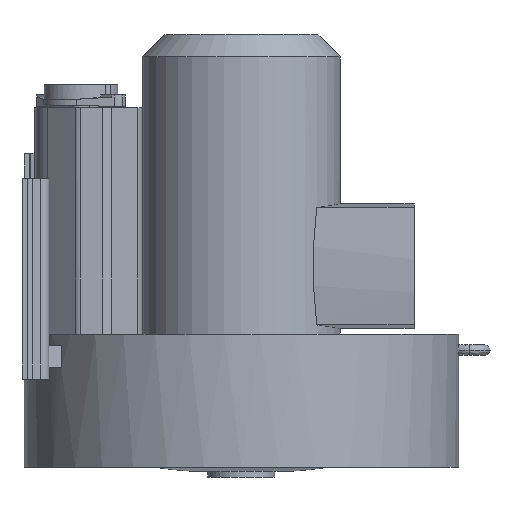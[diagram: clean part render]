
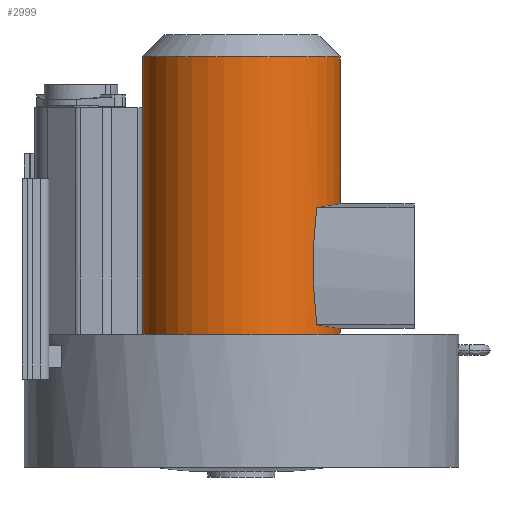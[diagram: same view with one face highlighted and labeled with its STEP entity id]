
A CAD part, front view. The second image highlights one B-rep face of the part: STEP entity #2999.
In plain terms, the highlighted cylindrical face has radius 88.7 mm (diameter 177.4 mm), a partial arc.
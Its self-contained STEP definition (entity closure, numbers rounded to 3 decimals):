
#33 = CARTESIAN_POINT ( 'NONE',  ( 66.567, -58.625, 106.875 ) ) ;
#103 = VECTOR ( 'NONE', #2510, 1000. ) ;
#115 = CARTESIAN_POINT ( 'NONE',  ( 85.283, -24.418, 95.656 ) ) ;
#166 = CARTESIAN_POINT ( 'NONE',  ( 71.616, -52.35, 97.647 ) ) ;
#249 = CARTESIAN_POINT ( 'NONE',  ( 0., 0., 90. ) ) ;
#256 = CARTESIAN_POINT ( 'NONE',  ( 80.755, -36.715, 205.43 ) ) ;
#364 = CARTESIAN_POINT ( 'NONE',  ( 73.952, -49.25, 204.455 ) ) ;
#380 = CARTESIAN_POINT ( 'NONE',  ( 88.7, 0., 206.807 ) ) ;
#584 = CARTESIAN_POINT ( 'NONE',  ( 0., 0., 338.7 ) ) ;
#749 = LINE ( 'NONE', #2431, #5334 ) ;
#776 = CARTESIAN_POINT ( 'NONE',  ( 64.255, -61.147, 155.301 ) ) ;
#862 = CARTESIAN_POINT ( 'NONE',  ( 75.302, -46.948, 97.155 ) ) ;
#912 = CARTESIAN_POINT ( 'NONE',  ( 81.439, -35.532, 96.271 ) ) ;
#919 = VERTEX_POINT ( 'NONE', #5147 ) ;
#965 = CARTESIAN_POINT ( 'NONE',  ( 86.309, -20.624, 95.483 ) ) ;
#1020 = CARTESIAN_POINT ( 'NONE',  ( 67.545, -57.492, 98.159 ) ) ;
#1070 = CARTESIAN_POINT ( 'NONE',  ( 88.241, -10.405, 95.131 ) ) ;
#1099 = CARTESIAN_POINT ( 'NONE',  ( 82.782, -31.884, 205.741 ) ) ;
#1137 = ORIENTED_EDGE ( 'NONE', *, *, #2595, .T. ) ;
#1157 = CARTESIAN_POINT ( 'NONE',  ( 88.554, -5.255, 206.75 ) ) ;
#1196 = B_SPLINE_CURVE_WITH_KNOTS ( 'NONE', 3,
 ( #5008, #3385, #1070, #8088, #965, #115, #5692, #4174, #9614, #912, #4280, #862, #9769, #166, #7256, #8879, #2589, #1020 ),
 .UNSPECIFIED., .F., .F.,
 ( 4, 2, 2, 2, 2, 2, 2, 2, 4 ),
 ( 0.063, 0.079, 0.087, 0.091, 0.095, 0.11, 0.118, 0.122, 0.126 ),
 .UNSPECIFIED. ) ;
#1225 = ORIENTED_EDGE ( 'NONE', *, *, #4015, .T. ) ;
#1536 = DIRECTION ( 'NONE',  ( 0., 0., 1. ) ) ;
#1598 = VERTEX_POINT ( 'NONE', #9797 ) ;
#1628 = CARTESIAN_POINT ( 'NONE',  ( 67.033, -58.093, 102.512 ) ) ;
#1638 = EDGE_CURVE ( 'NONE', #8054, #5172, #7518, .T. ) ;
#1681 = CARTESIAN_POINT ( 'NONE',  ( 64.273, -61.128, 146.458 ) ) ;
#1684 = DIRECTION ( 'NONE',  ( 1., 0., 0. ) ) ;
#1845 = CARTESIAN_POINT ( 'NONE',  ( 88.7, 0., 206.807 ) ) ;
#2069 = CIRCLE ( 'NONE', #7926, 88.7 ) ;
#2127 = VECTOR ( 'NONE', #1536, 1000. ) ;
#2431 = CARTESIAN_POINT ( 'NONE',  ( -88.7, 0., 90. ) ) ;
#2456 = CARTESIAN_POINT ( 'NONE',  ( 64.837, -60.531, 172.968 ) ) ;
#2462 = DIRECTION ( 'NONE',  ( 0., 0., 1. ) ) ;
#2508 = CARTESIAN_POINT ( 'NONE',  ( 64.62, -60.762, 168.551 ) ) ;
#2510 = DIRECTION ( 'NONE',  ( 0., 0., 1. ) ) ;
#2589 = CARTESIAN_POINT ( 'NONE',  ( 68.396, -56.493, 98.055 ) ) ;
#2595 = EDGE_CURVE ( 'NONE', #5172, #7045, #5526, .T. ) ;
#2604 = EDGE_LOOP ( 'NONE', ( #6696, #9998, #1225, #3030, #5761, #8996, #1137, #4019 ) ) ;
#2623 = CARTESIAN_POINT ( 'NONE',  ( 88.7, -1.311, 206.799 ) ) ;
#2636 = AXIS2_PLACEMENT_3D ( 'NONE', #9690, #10375, #8851 ) ;
#2676 = CARTESIAN_POINT ( 'NONE',  ( 82.299, -33.109, 205.666 ) ) ;
#2831 = CARTESIAN_POINT ( 'NONE',  ( 88.119, -10.465, 206.651 ) ) ;
#2987 = CARTESIAN_POINT ( 'NONE',  ( -88.7, 0., 338.7 ) ) ;
#2999 = ADVANCED_FACE ( 'NONE', ( #7330 ), #8800, .T. ) ;
#3020 = EDGE_CURVE ( 'NONE', #919, #8054, #8246, .T. ) ;
#3030 = ORIENTED_EDGE ( 'NONE', *, *, #6152, .T. ) ;
#3251 = CARTESIAN_POINT ( 'NONE',  ( 64.838, -60.531, 128.793 ) ) ;
#3385 = CARTESIAN_POINT ( 'NONE',  ( 88.7, -5.232, 95.028 ) ) ;
#3530 = CARTESIAN_POINT ( 'NONE',  ( 81.286, -35.523, 205.511 ) ) ;
#3623 = CARTESIAN_POINT ( 'NONE',  ( 79.087, -40.247, 205.182 ) ) ;
#3671 = EDGE_CURVE ( 'NONE', #5652, #8782, #749, .T. ) ;
#3743 = DIRECTION ( 'NONE',  ( 0., 0., -1. ) ) ;
#3873 = EDGE_CURVE ( 'NONE', #7045, #8782, #4979, .T. ) ;
#3936 = CARTESIAN_POINT ( 'NONE',  ( 66.518, -58.699, 194.933 ) ) ;
#4010 = DIRECTION ( 'NONE',  ( 0., 0., 1. ) ) ;
#4015 = EDGE_CURVE ( 'NONE', #1598, #8687, #7232, .T. ) ;
#4019 = ORIENTED_EDGE ( 'NONE', *, *, #3873, .T. ) ;
#4039 = CARTESIAN_POINT ( 'NONE',  ( 67.547, -57.49, 203.642 ) ) ;
#4090 = CARTESIAN_POINT ( 'NONE',  ( 64.347, -61.051, 142.034 ) ) ;
#4093 = CARTESIAN_POINT ( 'NONE',  ( 88.7, 0., 90. ) ) ;
#4174 = CARTESIAN_POINT ( 'NONE',  ( 84.115, -28.18, 95.847 ) ) ;
#4280 = CARTESIAN_POINT ( 'NONE',  ( 79.228, -40.219, 96.604 ) ) ;
#4313 = CARTESIAN_POINT ( 'NONE',  ( 87.774, -13.044, 206.583 ) ) ;
#4879 = CARTESIAN_POINT ( 'NONE',  ( 64.329, -61.07, 159.719 ) ) ;
#4929 = CARTESIAN_POINT ( 'NONE',  ( 65.687, -59.612, 186.179 ) ) ;
#4978 = CARTESIAN_POINT ( 'NONE',  ( 64.402, -60.993, 139.822 ) ) ;
#4979 = CIRCLE ( 'NONE', #9676, 88.7 ) ;
#5008 = CARTESIAN_POINT ( 'NONE',  ( 88.7, 0., 94.993 ) ) ;
#5147 = CARTESIAN_POINT ( 'NONE',  ( 67.545, -57.492, 98.159 ) ) ;
#5172 = VERTEX_POINT ( 'NONE', #380 ) ;
#5334 = VECTOR ( 'NONE', #4010, 1000. ) ;
#5526 = LINE ( 'NONE', #8708, #2127 ) ;
#5652 = VERTEX_POINT ( 'NONE', #9679 ) ;
#5692 = CARTESIAN_POINT ( 'NONE',  ( 84.911, -25.682, 95.717 ) ) ;
#5761 = ORIENTED_EDGE ( 'NONE', *, *, #3020, .T. ) ;
#5765 = CARTESIAN_POINT ( 'NONE',  ( 64.62, -60.761, 133.198 ) ) ;
#6037 = CARTESIAN_POINT ( 'NONE',  ( 88.467, -6.562, 206.729 ) ) ;
#6106 = DIRECTION ( 'NONE',  ( 1., 0., 0. ) ) ;
#6152 = EDGE_CURVE ( 'NONE', #8687, #919, #1196, .T. ) ;
#6353 = CARTESIAN_POINT ( 'NONE',  ( 65.753, -59.537, 115.621 ) ) ;
#6663 = CARTESIAN_POINT ( 'NONE',  ( 67.547, -57.49, 203.642 ) ) ;
#6696 = ORIENTED_EDGE ( 'NONE', *, *, #3671, .F. ) ;
#7045 = VERTEX_POINT ( 'NONE', #9006 ) ;
#7232 = LINE ( 'NONE', #4093, #103 ) ;
#7256 = CARTESIAN_POINT ( 'NONE',  ( 70.834, -53.404, 97.748 ) ) ;
#7330 = FACE_OUTER_BOUND ( 'NONE', #2604, .T. ) ;
#7397 = CARTESIAN_POINT ( 'NONE',  ( 85.049, -25.729, 206.1 ) ) ;
#7518 = B_SPLINE_CURVE_WITH_KNOTS ( 'NONE', 3,
 ( #6663, #7601, #364, #8331, #3623, #256, #3530, #2676, #1099, #7397, #9011, #4313, #2831, #6037, #1157, #9902, #2623, #1845 ),
 .UNSPECIFIED., .F., .F.,
 ( 4, 2, 2, 2, 2, 2, 2, 2, 4 ),
 ( 0., 0.016, 0.023, 0.027, 0.031, 0.047, 0.055, 0.058, 0.062 ),
 .UNSPECIFIED. ) ;
#7601 = CARTESIAN_POINT ( 'NONE',  ( 70.951, -53.491, 204.056 ) ) ;
#7926 = AXIS2_PLACEMENT_3D ( 'NONE', #249, #2462, #1684 ) ;
#7961 = CARTESIAN_POINT ( 'NONE',  ( 65.404, -59.918, 120.005 ) ) ;
#8054 = VERTEX_POINT ( 'NONE', #9486 ) ;
#8088 = CARTESIAN_POINT ( 'NONE',  ( 86.877, -18.08, 95.383 ) ) ;
#8246 = B_SPLINE_CURVE_WITH_KNOTS ( 'NONE', 3,
 ( #9636, #1628, #33, #6353, #7961, #3251, #5765, #4978, #4090, #1681, #8750, #776, #4879, #2508, #2456, #4929, #3936, #4039 ),
 .UNSPECIFIED., .F., .F.,
 ( 4, 2, 2, 2, 2, 2, 2, 2, 4 ),
 ( 0., 0.013, 0.026, 0.04, 0.046, 0.053, 0.066, 0.079, 0.106 ),
 .UNSPECIFIED. ) ;
#8331 = CARTESIAN_POINT ( 'NONE',  ( 77.876, -42.541, 205.006 ) ) ;
#8687 = VERTEX_POINT ( 'NONE', #9955 ) ;
#8708 = CARTESIAN_POINT ( 'NONE',  ( 88.7, 0., 90. ) ) ;
#8750 = CARTESIAN_POINT ( 'NONE',  ( 64.255, -61.148, 148.669 ) ) ;
#8782 = VERTEX_POINT ( 'NONE', #2987 ) ;
#8800 = CYLINDRICAL_SURFACE ( 'NONE', #2636, 88.7 ) ;
#8851 = DIRECTION ( 'NONE',  ( 1., 0., 0. ) ) ;
#8879 = CARTESIAN_POINT ( 'NONE',  ( 69.224, -55.475, 97.952 ) ) ;
#8996 = ORIENTED_EDGE ( 'NONE', *, *, #1638, .T. ) ;
#9006 = CARTESIAN_POINT ( 'NONE',  ( 88.7, 0., 338.7 ) ) ;
#9011 = CARTESIAN_POINT ( 'NONE',  ( 86.404, -20.71, 206.33 ) ) ;
#9486 = CARTESIAN_POINT ( 'NONE',  ( 67.547, -57.49, 203.642 ) ) ;
#9614 = CARTESIAN_POINT ( 'NONE',  ( 83.69, -29.416, 95.915 ) ) ;
#9636 = CARTESIAN_POINT ( 'NONE',  ( 67.545, -57.492, 98.159 ) ) ;
#9676 = AXIS2_PLACEMENT_3D ( 'NONE', #584, #3743, #6106 ) ;
#9679 = CARTESIAN_POINT ( 'NONE',  ( -88.7, 0., 90. ) ) ;
#9690 = CARTESIAN_POINT ( 'NONE',  ( 0., 0., 90. ) ) ;
#9769 = CARTESIAN_POINT ( 'NONE',  ( 73.891, -49.14, 97.348 ) ) ;
#9797 = CARTESIAN_POINT ( 'NONE',  ( 88.7, 0., 90. ) ) ;
#9902 = CARTESIAN_POINT ( 'NONE',  ( 88.671, -2.629, 206.785 ) ) ;
#9955 = CARTESIAN_POINT ( 'NONE',  ( 88.7, 0., 94.993 ) ) ;
#9998 = ORIENTED_EDGE ( 'NONE', *, *, #10144, .T. ) ;
#10144 = EDGE_CURVE ( 'NONE', #5652, #1598, #2069, .T. ) ;
#10375 = DIRECTION ( 'NONE',  ( 0., 0., 1. ) ) ;
